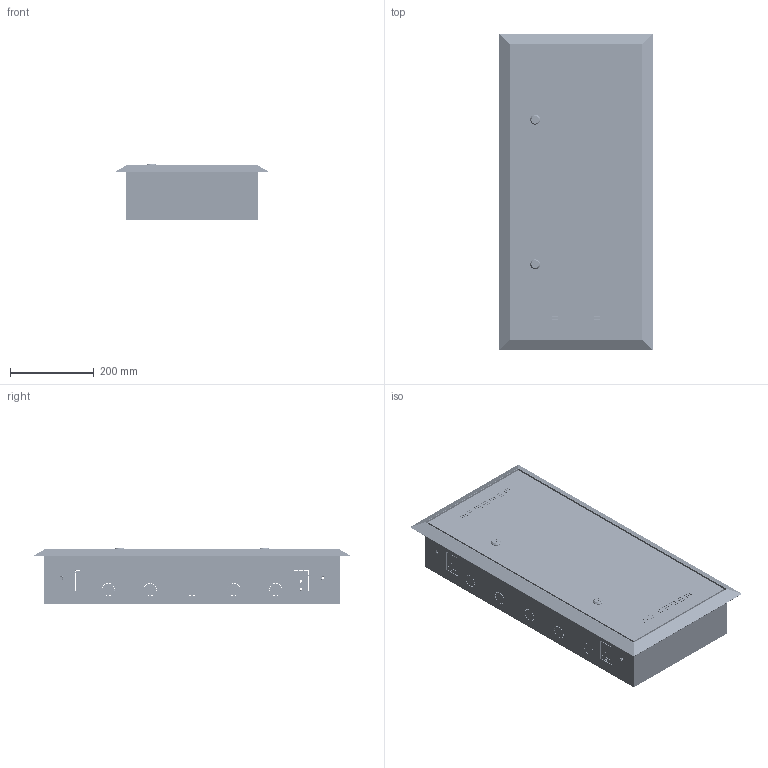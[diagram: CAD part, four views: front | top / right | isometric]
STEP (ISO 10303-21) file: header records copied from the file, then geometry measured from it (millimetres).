
FILE_DESCRIPTION (( 'STEP AP214' ), '1' );
FILE_NAME ('TI5-51-V-1X048-30 TITAN 5 Êîðïóñ êîìáèíèðîâàííûé ÙÐâ-24 (1õ48) áåëûé IEK.STEP', '2024-12-06T13:03:13', ( '' ), ( '' ), 'SwSTEP 2.0', 'SolidWorks 2022', '' );
FILE_SCHEMA (( 'AUTOMOTIVE_DESIGN' ));
Length unit declared in the file: millimetre
Products named in the file (1): TI5-51-V-1X048-30 TITAN 5 Корпус комбинированный ЩРв-24 (1х48) белый IEK
Bounding box: 365.36 x 755.7 x 134.7 mm (x, y, z)
Volume: 2567944.3 mm3; surface area: 2838049.8 mm2
Topology: 61 solids, 74 shells, 8970 faces, 24767 edges, 16178 vertices
Faces by surface type: plane 4759, cylinder 2898, bspline 539, cone 507, torus 170, sphere 97
Entity records: 447058 total; most frequent: CARTESIAN_POINT 117572, ORIENTED_EDGE 49474, DIRECTION 45008, EDGE_CURVE 24737, VERTEX_POINT 16178, LINE 15218, VECTOR 15218, AXIS2_PLACEMENT_3D 14895
